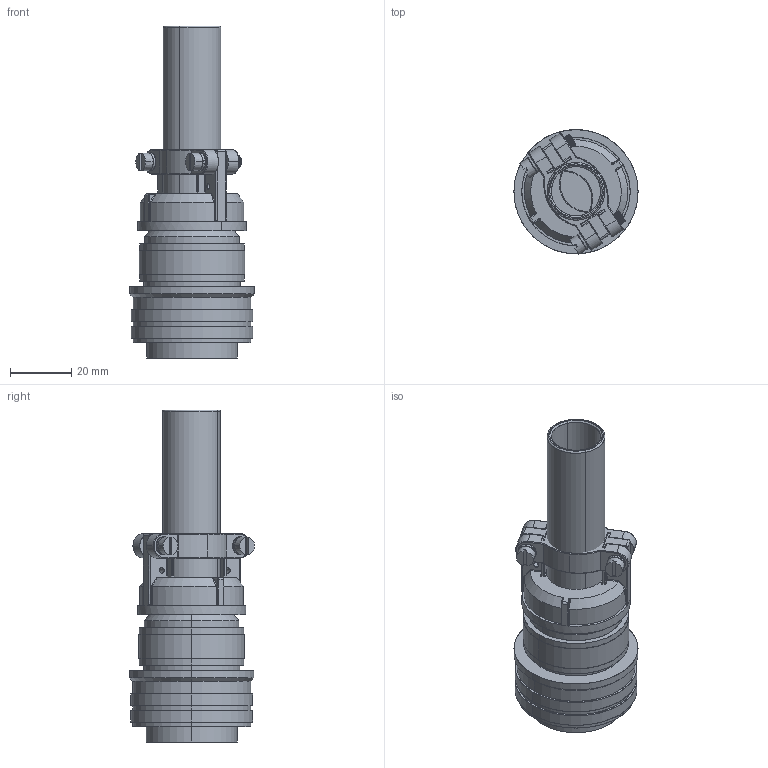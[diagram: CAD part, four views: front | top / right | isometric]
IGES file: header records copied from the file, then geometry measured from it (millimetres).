
Start section: SolidWorks IGES file using analytic representation for surfaces
Global section: file name: 18601-02-A.IGS; native system: SolidWorks 2014; preprocessor: SolidWorks 2014; author: Lee Sanders; date: 151214.161056; units: inch
Bounding box: 40.39 x 40.64 x 107.99 mm (x, y, z)
Surface area: 35965.4 mm2 (no closed solid volume)
Topology: 0 solids, 0 shells, 798 faces, 7206 edges, 7172 vertices
Faces by surface type: revolution 548, bspline 250
